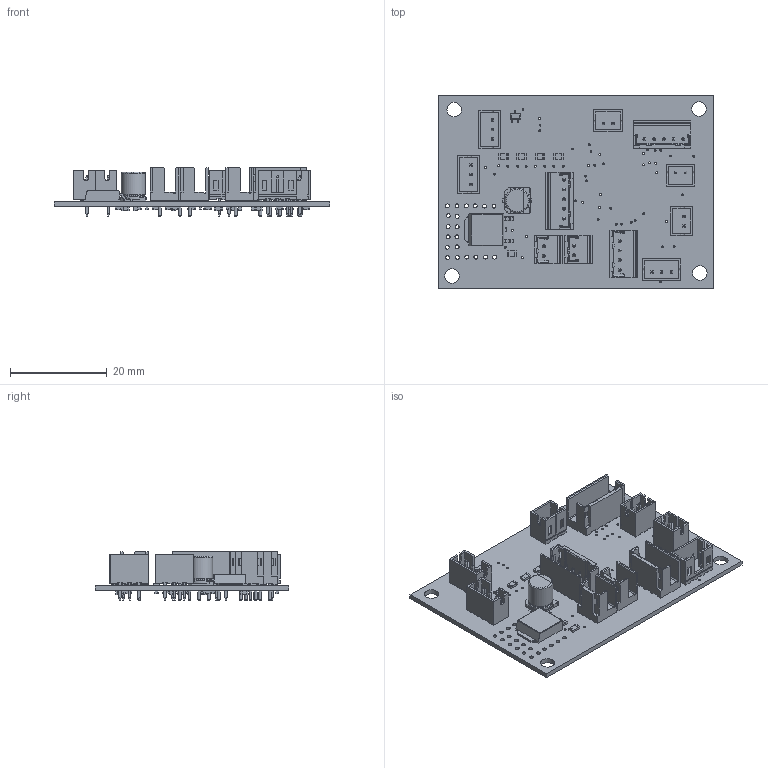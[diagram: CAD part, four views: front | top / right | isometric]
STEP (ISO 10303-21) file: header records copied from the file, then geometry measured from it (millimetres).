
FILE_DESCRIPTION(('for SolidWorks'),'2;1');
FILE_NAME('EndEffector.step', '2018-01-18T20:48:33',('Xujia'),(''),'Open CASCADE STEP processor 6.6' ,'DipTrace','Unknown');
FILE_SCHEMA(('AUTOMOTIVE_DESIGN { 1 0 10303 214 1 1 1 1 }'));
Length unit declared in the file: millimetre
Products named in the file (14): PCB_EndEffector; Board; cap_0402; cap_0603; capae-5.3x5.3h6.1; sot323; res_0805; hdr-1x3t_2_sh8x5; hdr-1x2t_2_sh6x6; hdr-1x2t_2_sh6x5; hdr-1x5t_2_sh12x6; hdr-1x4t_2_sh10x6; res_0603; to252-3(4)_10x6.6x2.28
Assembly tree (47 placements, depth 2):
  PCB_EndEffector
    Board
    cap_0402  x2
    cap_0603  x11
    capae-5.3x5.3h6.1
    sot323
    res_0805  x5
    hdr-1x3t_2_sh8x5  x3
    hdr-1x2t_2_sh6x6  x2
    hdr-1x2t_2_sh6x5  x3
    hdr-1x5t_2_sh12x6  x2
    hdr-1x4t_2_sh10x6
    res_0603  x14
    to252-3(4)_10x6.6x2.28
Bounding box: 57 x 40 x 10 mm (x, y, z)
Volume: 3708.1 mm3; surface area: 9550.8 mm2
Topology: 46 solids, 50 shells, 2737 faces, 6820 edges, 4239 vertices
Faces by surface type: plane 2351, cylinder 273, revolution 36, bspline 28, torus 19, sphere 16, cone 14
Full cylindrical faces by diameter (mm): 0.4 x59, 0.6 x36, 0.7 x4, 0.8 x20, 1.1 x2, 3 x4, 4.6 x1, 5 x2
Entity records: 38073 total; most frequent: CARTESIAN_POINT 6314, ORIENTED_EDGE 5122, DIRECTION 5021, EDGE_CURVE 2561, LINE 1967, VECTOR 1967, VERTEX_POINT 1609, AXIS2_PLACEMENT_3D 1516
